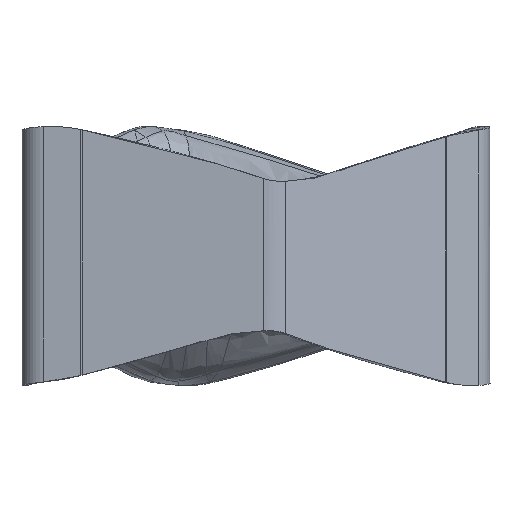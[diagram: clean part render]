
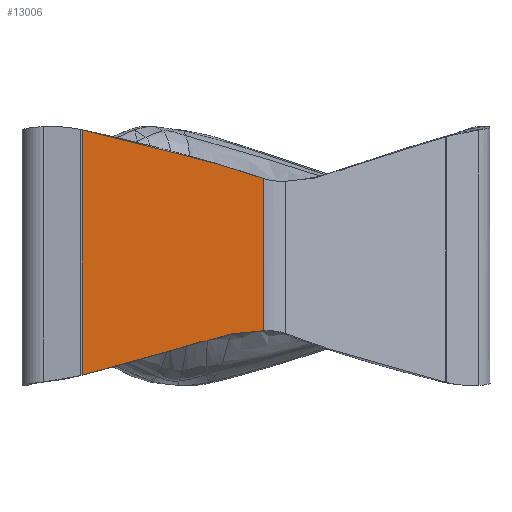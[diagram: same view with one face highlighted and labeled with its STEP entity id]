
A CAD part, front view. The second image highlights one B-rep face of the part: STEP entity #13006.
In plain terms, the highlighted planar face has unit normal (-0.032, -1, 0).
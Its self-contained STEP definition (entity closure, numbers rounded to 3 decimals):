
#1715=DIRECTION('',(0.,0.,1.));
#1716=VECTOR('',#1715,8.522);
#1717=CARTESIAN_POINT('',(-5.04,-6.842,
-1.639));
#1718=LINE('',#1717,#1716);
#1719=CARTESIAN_POINT('',(-5.04,-6.842,
6.883));
#1720=CARTESIAN_POINT('',(-4.798,-6.85,
6.832));
#1721=CARTESIAN_POINT('',(-4.339,-6.865,
6.732));
#1722=CARTESIAN_POINT('',(-3.729,-6.884,
6.594));
#1723=CARTESIAN_POINT('',(-3.185,-6.902,
6.464));
#1724=CARTESIAN_POINT('',(-2.697,-6.917,
6.344));
#1725=CARTESIAN_POINT('',(-2.258,-6.931,
6.233));
#1726=CARTESIAN_POINT('',(-1.863,-6.944,
6.129));
#1727=CARTESIAN_POINT('',(-1.505,-6.955,
6.032));
#1728=CARTESIAN_POINT('',(-1.181,-6.966,
5.943));
#1729=CARTESIAN_POINT('',(-0.887,-6.975,
5.859));
#1730=CARTESIAN_POINT('',(-0.62,-6.984,
5.782));
#1731=CARTESIAN_POINT('',(-0.376,-6.992,
5.71));
#1732=CARTESIAN_POINT('',(-0.153,-6.999,
5.643));
#1733=CARTESIAN_POINT('',(0.05,-7.005,
5.581));
#1734=CARTESIAN_POINT('',(0.236,-7.011,
5.524));
#1735=CARTESIAN_POINT('',(0.406,-7.017,
5.47));
#1736=CARTESIAN_POINT('',(0.562,-7.022,
5.421));
#1737=CARTESIAN_POINT('',(0.705,-7.026,
5.375));
#1738=CARTESIAN_POINT('',(0.837,-7.03,
5.332));
#1739=CARTESIAN_POINT('',(0.958,-7.034,
5.292));
#1740=CARTESIAN_POINT('',(1.07,-7.038,5.255));
#1741=CARTESIAN_POINT('',(1.173,-7.041,5.221));
#1742=CARTESIAN_POINT('',(1.236,-7.043,5.199));
#1743=CARTESIAN_POINT('',(1.266,-7.044,5.189));
#1745=CARTESIAN_POINT('',(1.266,-7.044,
-0.097));
#1746=CARTESIAN_POINT('',(1.164,-7.041,
-0.098));
#1747=CARTESIAN_POINT('',(0.959,-7.034,
-0.105));
#1748=CARTESIAN_POINT('',(0.65,-7.024,
-0.13));
#1749=CARTESIAN_POINT('',(0.342,-7.015,
-0.168));
#1750=CARTESIAN_POINT('',(0.04,-7.005,
-0.22));
#1751=CARTESIAN_POINT('',(-0.259,-6.995,
-0.285));
#1752=CARTESIAN_POINT('',(-0.563,-6.986,
-0.366));
#1753=CARTESIAN_POINT('',(-0.89,-6.975,
-0.469));
#1754=CARTESIAN_POINT('',(-1.254,-6.963,
-0.578));
#1755=CARTESIAN_POINT('',(-1.65,-6.951,
-0.697));
#1756=CARTESIAN_POINT('',(-2.087,-6.937,
-0.826));
#1757=CARTESIAN_POINT('',(-2.569,-6.921,
-0.965));
#1758=CARTESIAN_POINT('',(-3.103,-6.904,
-1.117));
#1759=CARTESIAN_POINT('',(-3.69,-6.885,
-1.28));
#1760=CARTESIAN_POINT('',(-4.365,-6.864,
-1.462));
#1761=CARTESIAN_POINT('',(-4.812,-6.849,
-1.58));
#1762=CARTESIAN_POINT('',(-5.04,-6.842,
-1.639));
#1775=CARTESIAN_POINT('',(-5.04,-6.842,
-1.639));
#1791=DIRECTION('',(0.,0.,1.));
#1792=VECTOR('',#1791,5.286);
#1793=CARTESIAN_POINT('',(1.266,-7.044,
-0.097));
#1794=LINE('',#1793,#1792);
#7255=VERTEX_POINT('',#1775);
#7256=VERTEX_POINT('',#1745);
#7262=VERTEX_POINT('',#1719);
#7263=VERTEX_POINT('',#1743);
#12993=CARTESIAN_POINT('',(-5.067,-6.841,
-7.573));
#12994=DIRECTION('',(-0.032,-0.999,0.));
#12995=DIRECTION('',(0.999,-0.032,0.));
#12996=AXIS2_PLACEMENT_3D('',#12993,#12994,#12995);
#12997=PLANE('',#12996);
#12999=ORIENTED_EDGE('',*,*,#12998,.T.);
#13000=ORIENTED_EDGE('',*,*,#12968,.T.);
#13002=ORIENTED_EDGE('',*,*,#13001,.F.);
#13003=ORIENTED_EDGE('',*,*,#12885,.T.);
#13004=EDGE_LOOP('',(#12999,#13000,#13002,#13003));
#13005=FACE_OUTER_BOUND('',#13004,.F.);
#1744=B_SPLINE_CURVE_WITH_KNOTS('',3,(#1719,#1720,#1721,#1722,#1723,#1724,#1725,
#1726,#1727,#1728,#1729,#1730,#1731,#1732,#1733,#1734,#1735,#1736,#1737,#1738,
#1739,#1740,#1741,#1742,#1743),.UNSPECIFIED.,.F.,.F.,(4,1,1,1,1,1,1,1,1,1,1,1,1,
1,1,1,1,1,1,1,1,1,4),(0.,0.045,0.091,
0.136,0.182,0.227,0.273,
0.318,0.364,0.409,0.455,0.5,
0.545,0.591,0.636,0.682,
0.727,0.773,0.818,0.864,
0.909,0.955,1.),.UNSPECIFIED.);
#1763=B_SPLINE_CURVE_WITH_KNOTS('',3,(#1745,#1746,#1747,#1748,#1749,#1750,#1751,
#1752,#1753,#1754,#1755,#1756,#1757,#1758,#1759,#1760,#1761,#1762),
.UNSPECIFIED.,.F.,.F.,(4,1,1,1,1,1,1,1,1,1,1,1,1,1,1,4),(0.,0.067,
0.133,0.2,0.267,0.333,0.4,
0.467,0.533,0.6,0.667,0.733,
0.8,0.867,0.933,1.),.UNSPECIFIED.);
#12885=EDGE_CURVE('',#7256,#7255,#1763,.T.);
#12968=EDGE_CURVE('',#7262,#7263,#1744,.T.);
#12998=EDGE_CURVE('',#7255,#7262,#1718,.T.);
#13001=EDGE_CURVE('',#7256,#7263,#1794,.T.);
#13006=ADVANCED_FACE('',(#13005),#12997,.T.);
